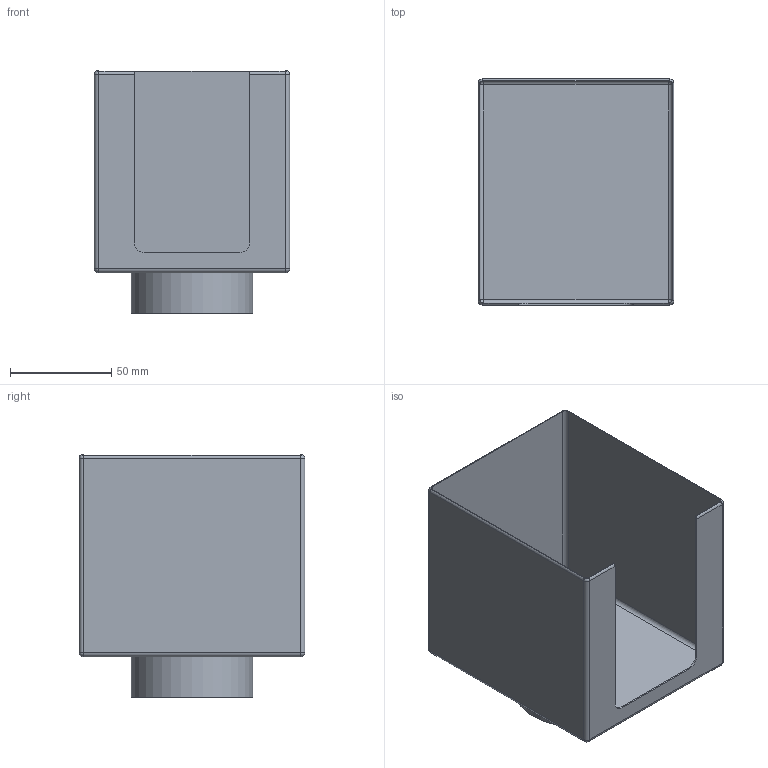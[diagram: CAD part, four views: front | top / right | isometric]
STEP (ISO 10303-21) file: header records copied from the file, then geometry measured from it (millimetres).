
FILE_DESCRIPTION(('Open CASCADE Model'),'2;1');
FILE_NAME('Open CASCADE Shape Model','2025-07-29T19:41:36',('Author'),( 'Open CASCADE'),'Open CASCADE STEP processor 7.7','Open CASCADE 7.7' ,'Unknown');
FILE_SCHEMA(('AUTOMOTIVE_DESIGN { 1 0 10303 214 1 1 1 1 }'));
Length unit declared in the file: millimetre
Products named in the file (1): Open CASCADE STEP translator 7.7 1
Bounding box: 96.6 x 111.6 x 119.83 mm (x, y, z)
Volume: 49574.6 mm3; surface area: 99003.8 mm2
Topology: 1 solids, 1 shells, 61 faces, 143 edges, 74 vertices
Faces by surface type: cylinder 30, sphere 16, plane 15
Full cylindrical faces by diameter (mm): 56 x1, 60 x1
Entity records: 3562 total; most frequent: CARTESIAN_POINT 985, DIRECTION 463, ORIENTED_EDGE 262, PCURVE 262, DEFINITIONAL_REPRESENTATION 262, LINE 199, VECTOR 199, EDGE_CURVE 131
